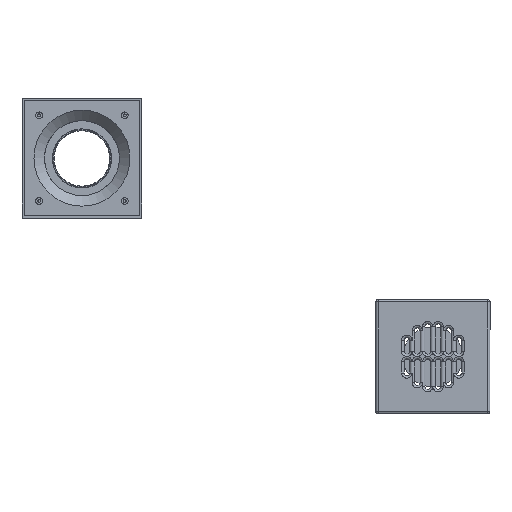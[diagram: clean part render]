
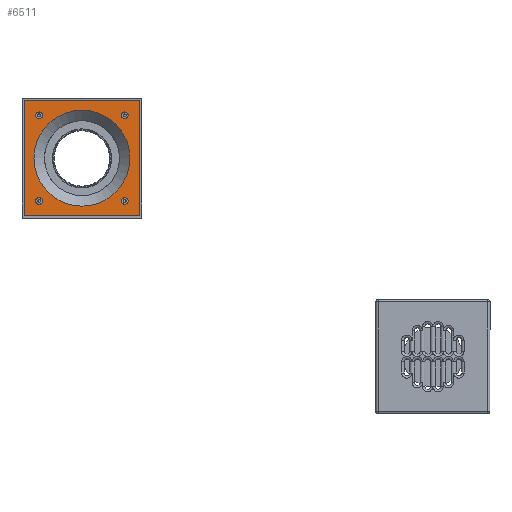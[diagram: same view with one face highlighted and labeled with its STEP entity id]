
A CAD part, top view. The second image highlights one B-rep face of the part: STEP entity #6511.
In plain terms, the highlighted planar face has unit normal (0, 0, 1).
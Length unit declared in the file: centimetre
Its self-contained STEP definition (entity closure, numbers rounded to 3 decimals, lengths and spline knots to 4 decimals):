
#193=FACE_BOUND('',#1025,.T.);
#194=FACE_BOUND('',#1026,.T.);
#195=FACE_BOUND('',#1027,.T.);
#196=FACE_BOUND('',#1028,.T.);
#197=FACE_BOUND('',#1029,.T.);
#336=PLANE('',#7146);
#586=FACE_OUTER_BOUND('',#1024,.T.);
#1024=EDGE_LOOP('',(#4957,#4958,#4959,#4960));
#1025=EDGE_LOOP('',(#4961));
#1026=EDGE_LOOP('',(#4962));
#1027=EDGE_LOOP('',(#4963));
#1028=EDGE_LOOP('',(#4964));
#1029=EDGE_LOOP('',(#4965));
#1443=LINE('',#11659,#1863);
#1444=LINE('',#11661,#1864);
#1445=LINE('',#11663,#1865);
#1446=LINE('',#11664,#1866);
#1863=VECTOR('',#8596,1.);
#1864=VECTOR('',#8597,1.);
#1865=VECTOR('',#8598,1.);
#1866=VECTOR('',#8599,1.);
#2281=CIRCLE('',#7072,60.);
#2319=CIRCLE('',#7147,4.25);
#2320=CIRCLE('',#7148,4.25);
#2321=CIRCLE('',#7149,4.25);
#2322=CIRCLE('',#7150,4.25);
#2850=VERTEX_POINT('',#11524);
#2888=VERTEX_POINT('',#11657);
#2889=VERTEX_POINT('',#11658);
#2890=VERTEX_POINT('',#11660);
#2891=VERTEX_POINT('',#11662);
#2892=VERTEX_POINT('',#11665);
#2893=VERTEX_POINT('',#11667);
#2894=VERTEX_POINT('',#11669);
#2895=VERTEX_POINT('',#11671);
#3555=EDGE_CURVE('',#2850,#2850,#2281,.T.);
#3613=EDGE_CURVE('',#2888,#2889,#1443,.T.);
#3614=EDGE_CURVE('',#2889,#2890,#1444,.T.);
#3615=EDGE_CURVE('',#2891,#2890,#1445,.T.);
#3616=EDGE_CURVE('',#2891,#2888,#1446,.T.);
#3617=EDGE_CURVE('',#2892,#2892,#2319,.T.);
#3618=EDGE_CURVE('',#2893,#2893,#2320,.T.);
#3619=EDGE_CURVE('',#2894,#2894,#2321,.T.);
#3620=EDGE_CURVE('',#2895,#2895,#2322,.T.);
#4957=ORIENTED_EDGE('',*,*,#3613,.T.);
#4958=ORIENTED_EDGE('',*,*,#3614,.T.);
#4959=ORIENTED_EDGE('',*,*,#3615,.F.);
#4960=ORIENTED_EDGE('',*,*,#3616,.T.);
#4961=ORIENTED_EDGE('',*,*,#3617,.F.);
#4962=ORIENTED_EDGE('',*,*,#3618,.F.);
#4963=ORIENTED_EDGE('',*,*,#3619,.F.);
#4964=ORIENTED_EDGE('',*,*,#3620,.F.);
#4965=ORIENTED_EDGE('',*,*,#3555,.T.);
#6511=ADVANCED_FACE('',(#586,#193,#194,#195,#196,#197),#336,.T.);
#7072=AXIS2_PLACEMENT_3D('',#11525,#8426,#8427);
#7146=AXIS2_PLACEMENT_3D('',#11656,#8594,#8595);
#7147=AXIS2_PLACEMENT_3D('',#11666,#8600,#8601);
#7148=AXIS2_PLACEMENT_3D('',#11668,#8602,#8603);
#7149=AXIS2_PLACEMENT_3D('',#11670,#8604,#8605);
#7150=AXIS2_PLACEMENT_3D('',#11672,#8606,#8607);
#8426=DIRECTION('center_axis',(0.,0.,-1.));
#8427=DIRECTION('ref_axis',(1.,0.,0.));
#8594=DIRECTION('center_axis',(0.,0.,1.));
#8595=DIRECTION('ref_axis',(1.,0.,0.));
#8596=DIRECTION('',(1.,0.,0.));
#8597=DIRECTION('',(0.,1.,0.));
#8598=DIRECTION('',(1.,0.,0.));
#8599=DIRECTION('',(0.,-1.,0.));
#8600=DIRECTION('center_axis',(0.,0.,1.));
#8601=DIRECTION('ref_axis',(-1.,0.,0.));
#8602=DIRECTION('center_axis',(0.,0.,1.));
#8603=DIRECTION('ref_axis',(1.,0.,0.));
#8604=DIRECTION('center_axis',(0.,0.,1.));
#8605=DIRECTION('ref_axis',(1.,0.,0.));
#8606=DIRECTION('center_axis',(0.,0.,1.));
#8607=DIRECTION('ref_axis',(-1.,0.,0.));
#11524=CARTESIAN_POINT('',(-499.0311,248.4516,127.5));
#11525=CARTESIAN_POINT('Origin',(-439.0311,248.4516,127.5));
#11656=CARTESIAN_POINT('Origin',(-439.0311,248.4516,127.5));
#11657=CARTESIAN_POINT('',(-511.0311,176.4516,127.5));
#11658=CARTESIAN_POINT('',(-367.0311,176.4516,127.5));
#11659=CARTESIAN_POINT('',(-401.5311,176.4516,127.5));
#11660=CARTESIAN_POINT('',(-367.0311,320.4516,127.5));
#11661=CARTESIAN_POINT('',(-367.0311,285.9516,127.5));
#11662=CARTESIAN_POINT('',(-511.0311,320.4516,127.5));
#11663=CARTESIAN_POINT('',(-514.0311,320.4516,127.5));
#11664=CARTESIAN_POINT('',(-511.0311,210.9516,127.5));
#11665=CARTESIAN_POINT('',(-381.2177,302.0149,127.5));
#11666=CARTESIAN_POINT('Origin',(-385.4677,302.0149,127.5));
#11667=CARTESIAN_POINT('',(-496.8444,302.0149,127.5));
#11668=CARTESIAN_POINT('Origin',(-492.5944,302.0149,127.5));
#11669=CARTESIAN_POINT('',(-496.8444,194.8883,127.5));
#11670=CARTESIAN_POINT('Origin',(-492.5944,194.8883,127.5));
#11671=CARTESIAN_POINT('',(-381.2177,194.8883,127.5));
#11672=CARTESIAN_POINT('Origin',(-385.4677,194.8883,127.5));
